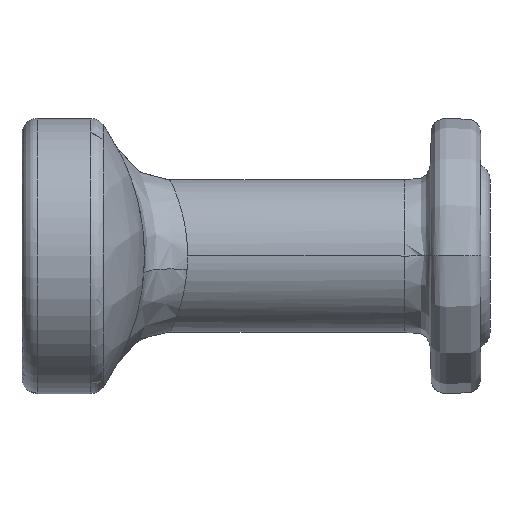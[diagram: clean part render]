
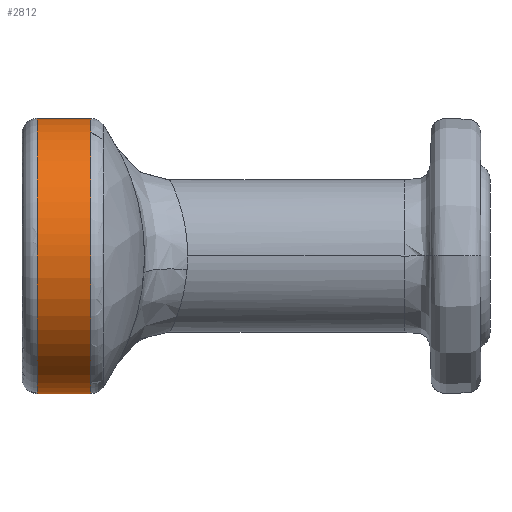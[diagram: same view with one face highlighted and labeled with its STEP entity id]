
A CAD part, left-side view. The second image highlights one B-rep face of the part: STEP entity #2812.
In plain terms, the highlighted cylindrical face has radius 9 mm (diameter 18 mm), a partial arc.
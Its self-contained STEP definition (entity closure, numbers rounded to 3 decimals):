
#115 = EDGE_CURVE ( 'NONE', #1208, #125, #1368, .T. ) ;
#119 = B_SPLINE_CURVE_WITH_KNOTS ( 'NONE', 3,
 ( #186, #1818, #152, #875 ),
 .UNSPECIFIED., .F., .F.,
 ( 4, 4 ),
 ( 0., 1. ),
 .UNSPECIFIED. ) ;
#125 = VERTEX_POINT ( 'NONE', #3011 ) ;
#137 = EDGE_CURVE ( 'NONE', #174, #348, #119, .T. ) ;
#152 = CARTESIAN_POINT ( 'NONE',  ( -352.59, 9., -2.163 ) ) ;
#174 = VERTEX_POINT ( 'NONE', #1398 ) ;
#186 = CARTESIAN_POINT ( 'NONE',  ( -352.59, 9., -4.489 ) ) ;
#192 = CARTESIAN_POINT ( 'NONE',  ( -359.787, 5.531, -4.489 ) ) ;
#227 = ORIENTED_EDGE ( 'NONE', *, *, #1664, .F. ) ;
#252 = ORIENTED_EDGE ( 'NONE', *, *, #2487, .F. ) ;
#329 = FACE_OUTER_BOUND ( 'NONE', #2320, .T. ) ;
#348 = VERTEX_POINT ( 'NONE', #1814 ) ;
#359 = CARTESIAN_POINT ( 'NONE',  ( -358.121, 7.197, -4.489 ) ) ;
#412 = ORIENTED_EDGE ( 'NONE', *, *, #115, .T. ) ;
#456 = ORIENTED_EDGE ( 'NONE', *, *, #1571, .T. ) ;
#459 = CARTESIAN_POINT ( 'NONE',  ( -357.122, -7.864, -4.489 ) ) ;
#474 = EDGE_CURVE ( 'NONE', #1208, #2538, #996, .T. ) ;
#593 = CARTESIAN_POINT ( 'NONE',  ( -361.59, -1.178, -1. ) ) ;
#640 = CARTESIAN_POINT ( 'NONE',  ( -353.768, 9., -1. ) ) ;
#864 = CARTESIAN_POINT ( 'NONE',  ( -352.59, -9., -4.489 ) ) ;
#875 = CARTESIAN_POINT ( 'NONE',  ( -352.59, 9., -1. ) ) ;
#931 = CARTESIAN_POINT ( 'NONE',  ( -352.59, -9., -3.326 ) ) ;
#943 = CARTESIAN_POINT ( 'NONE',  ( -352.59, -9., -2.163 ) ) ;
#996 = B_SPLINE_CURVE_WITH_KNOTS ( 'NONE', 3,
 ( #1135, #943, #931, #1659 ),
 .UNSPECIFIED., .F., .F.,
 ( 4, 4 ),
 ( 0., 1. ),
 .UNSPECIFIED. ) ;
#1088 = CARTESIAN_POINT ( 'NONE',  ( -357.122, -7.864, -1. ) ) ;
#1093 = CARTESIAN_POINT ( 'NONE',  ( -361.59, 0., -4.489 ) ) ;
#1110 = VERTEX_POINT ( 'NONE', #1093 ) ;
#1113 = CARTESIAN_POINT ( 'NONE',  ( -361.59, 1.178, -4.489 ) ) ;
#1121 = CARTESIAN_POINT ( 'NONE',  ( -361.59, 0., -1. ) ) ;
#1135 = CARTESIAN_POINT ( 'NONE',  ( -352.59, -9., -1. ) ) ;
#1137 = CARTESIAN_POINT ( 'NONE',  ( -354.945, -8.766, -4.489 ) ) ;
#1150 = CARTESIAN_POINT ( 'NONE',  ( -358.121, -7.197, -4.489 ) ) ;
#1163 = CARTESIAN_POINT ( 'NONE',  ( -353.768, -9., -4.489 ) ) ;
#1208 = VERTEX_POINT ( 'NONE', #1666 ) ;
#1304 = CARTESIAN_POINT ( 'NONE',  ( -361.59, 0., -1. ) ) ;
#1313 = ORIENTED_EDGE ( 'NONE', *, *, #474, .F. ) ;
#1359 = CARTESIAN_POINT ( 'NONE',  ( -357.122, 7.864, -4.489 ) ) ;
#1368 = B_SPLINE_CURVE_WITH_KNOTS ( 'NONE', 3,
 ( #2264, #2995, #2076, #1088, #2512, #2759, #3026, #2527, #593, #1304 ),
 .UNSPECIFIED., .F., .F.,
 ( 4, 2, 2, 2, 4 ),
 ( 0., 0.25, 0.5, 0.75, 1. ),
 .UNSPECIFIED. ) ;
#1383 = CARTESIAN_POINT ( 'NONE',  ( -359.787, -5.531, -4.489 ) ) ;
#1396 = CARTESIAN_POINT ( 'NONE',  ( -361.59, 0., -4.489 ) ) ;
#1398 = CARTESIAN_POINT ( 'NONE',  ( -352.59, 9., -4.489 ) ) ;
#1571 = EDGE_CURVE ( 'NONE', #125, #348, #2905, .T. ) ;
#1659 = CARTESIAN_POINT ( 'NONE',  ( -352.59, -9., -4.489 ) ) ;
#1664 = EDGE_CURVE ( 'NONE', #2538, #1110, #1782, .T. ) ;
#1666 = CARTESIAN_POINT ( 'NONE',  ( -352.59, -9., -1. ) ) ;
#1736 = CARTESIAN_POINT ( 'NONE',  ( -352.59, 0., -2.745 ) ) ;
#1771 = CARTESIAN_POINT ( 'NONE',  ( -359.787, 5.531, -1. ) ) ;
#1777 = CARTESIAN_POINT ( 'NONE',  ( -352.59, 9., -4.489 ) ) ;
#1782 = B_SPLINE_CURVE_WITH_KNOTS ( 'NONE', 3,
 ( #2355, #1163, #1137, #459, #1150, #1383, #2588, #2119, #3054, #1396 ),
 .UNSPECIFIED., .F., .F.,
 ( 4, 2, 2, 2, 4 ),
 ( 0., 0.25, 0.5, 0.75, 1. ),
 .UNSPECIFIED. ) ;
#1794 = CARTESIAN_POINT ( 'NONE',  ( -361.355, 2.356, -4.489 ) ) ;
#1809 = CARTESIAN_POINT ( 'NONE',  ( -361.59, 0., -4.489 ) ) ;
#1814 = CARTESIAN_POINT ( 'NONE',  ( -352.59, 9., -1. ) ) ;
#1818 = CARTESIAN_POINT ( 'NONE',  ( -352.59, 9., -3.326 ) ) ;
#1833 = CARTESIAN_POINT ( 'NONE',  ( -352.59, 9., -1. ) ) ;
#1958 = CYLINDRICAL_SURFACE ( 'NONE', #2071, 9. ) ;
#2040 = CARTESIAN_POINT ( 'NONE',  ( -357.122, 7.864, -1. ) ) ;
#2071 = AXIS2_PLACEMENT_3D ( 'NONE', #1736, #2690, #2433 ) ;
#2075 = CARTESIAN_POINT ( 'NONE',  ( -361.355, 2.356, -1. ) ) ;
#2076 = CARTESIAN_POINT ( 'NONE',  ( -354.945, -8.766, -1. ) ) ;
#2119 = CARTESIAN_POINT ( 'NONE',  ( -361.355, -2.356, -4.489 ) ) ;
#2264 = CARTESIAN_POINT ( 'NONE',  ( -352.59, -9., -1. ) ) ;
#2306 = CARTESIAN_POINT ( 'NONE',  ( -360.454, 4.533, -4.489 ) ) ;
#2320 = EDGE_LOOP ( 'NONE', ( #2621, #252, #227, #1313, #412, #456 ) ) ;
#2355 = CARTESIAN_POINT ( 'NONE',  ( -352.59, -9., -4.489 ) ) ;
#2433 = DIRECTION ( 'NONE',  ( 1., 0., 0. ) ) ;
#2486 = CARTESIAN_POINT ( 'NONE',  ( -354.945, 8.766, -4.489 ) ) ;
#2487 = EDGE_CURVE ( 'NONE', #1110, #174, #2879, .T. ) ;
#2512 = CARTESIAN_POINT ( 'NONE',  ( -358.121, -7.197, -1. ) ) ;
#2527 = CARTESIAN_POINT ( 'NONE',  ( -361.355, -2.356, -1. ) ) ;
#2538 = VERTEX_POINT ( 'NONE', #864 ) ;
#2588 = CARTESIAN_POINT ( 'NONE',  ( -360.454, -4.533, -4.489 ) ) ;
#2621 = ORIENTED_EDGE ( 'NONE', *, *, #137, .F. ) ;
#2690 = DIRECTION ( 'NONE',  ( 0., 0., -1. ) ) ;
#2758 = CARTESIAN_POINT ( 'NONE',  ( -361.59, 1.178, -1. ) ) ;
#2759 = CARTESIAN_POINT ( 'NONE',  ( -359.787, -5.531, -1. ) ) ;
#2773 = CARTESIAN_POINT ( 'NONE',  ( -358.121, 7.197, -1. ) ) ;
#2812 = ADVANCED_FACE ( 'NONE', ( #329 ), #1958, .T. ) ;
#2879 = B_SPLINE_CURVE_WITH_KNOTS ( 'NONE', 3,
 ( #1809, #1113, #1794, #2306, #192, #359, #1359, #2486, #2984, #1777 ),
 .UNSPECIFIED., .F., .F.,
 ( 4, 2, 2, 2, 4 ),
 ( 0., 0.25, 0.5, 0.75, 1. ),
 .UNSPECIFIED. ) ;
#2905 = B_SPLINE_CURVE_WITH_KNOTS ( 'NONE', 3,
 ( #1121, #2758, #2075, #3025, #1771, #2773, #2040, #2994, #640, #1833 ),
 .UNSPECIFIED., .F., .F.,
 ( 4, 2, 2, 2, 4 ),
 ( 0., 0.25, 0.5, 0.75, 1. ),
 .UNSPECIFIED. ) ;
#2984 = CARTESIAN_POINT ( 'NONE',  ( -353.768, 9., -4.489 ) ) ;
#2994 = CARTESIAN_POINT ( 'NONE',  ( -354.945, 8.766, -1. ) ) ;
#2995 = CARTESIAN_POINT ( 'NONE',  ( -353.768, -9., -1. ) ) ;
#3011 = CARTESIAN_POINT ( 'NONE',  ( -361.59, 0., -1. ) ) ;
#3025 = CARTESIAN_POINT ( 'NONE',  ( -360.454, 4.533, -1. ) ) ;
#3026 = CARTESIAN_POINT ( 'NONE',  ( -360.454, -4.533, -1. ) ) ;
#3054 = CARTESIAN_POINT ( 'NONE',  ( -361.59, -1.178, -4.489 ) ) ;
